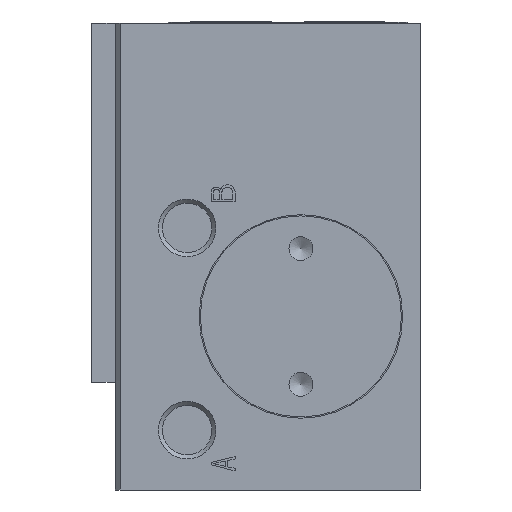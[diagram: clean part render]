
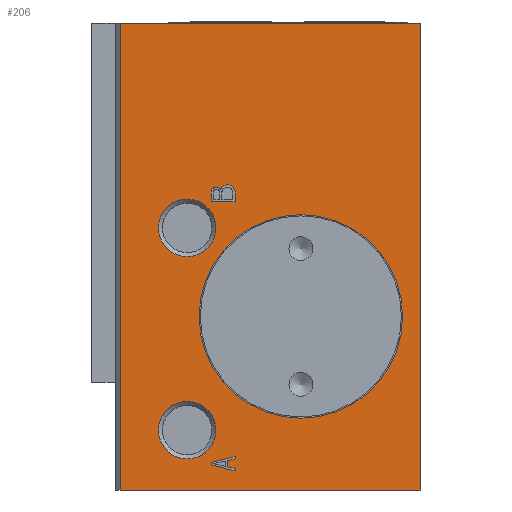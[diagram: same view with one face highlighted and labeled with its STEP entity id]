
A CAD part, left-side view. The second image highlights one B-rep face of the part: STEP entity #206.
In plain terms, the highlighted face is planar.
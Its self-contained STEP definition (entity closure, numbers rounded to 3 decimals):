
#206 = ADVANCED_FACE( '', ( #356, #357, #358, #359, #360, #361 ), #362, .F. );
#356 = FACE_BOUND( '', #741, .T. );
#357 = FACE_BOUND( '', #742, .T. );
#358 = FACE_BOUND( '', #743, .T. );
#359 = FACE_OUTER_BOUND( '', #744, .T. );
#360 = FACE_BOUND( '', #745, .T. );
#361 = FACE_BOUND( '', #746, .T. );
#362 = PLANE( '', #747 );
#741 = EDGE_LOOP( '', ( #1125, #1126, #1127, #1128, #1129 ) );
#742 = EDGE_LOOP( '', ( #1130 ) );
#743 = EDGE_LOOP( '', ( #1131 ) );
#744 = EDGE_LOOP( '', ( #1132, #1133, #1134, #1135 ) );
#745 = EDGE_LOOP( '', ( #1136 ) );
#746 = EDGE_LOOP( '', ( #1137, #1138, #1139, #1140, #1141, #1142, #1143, #1144 ) );
#747 = AXIS2_PLACEMENT_3D( '', #1145, #1146, #1147 );
#1125 = ORIENTED_EDGE( '', *, *, #2129, .F. );
#1126 = ORIENTED_EDGE( '', *, *, #2130, .F. );
#1127 = ORIENTED_EDGE( '', *, *, #2131, .F. );
#1128 = ORIENTED_EDGE( '', *, *, #2132, .F. );
#1129 = ORIENTED_EDGE( '', *, *, #2133, .F. );
#1130 = ORIENTED_EDGE( '', *, *, #2134, .T. );
#1131 = ORIENTED_EDGE( '', *, *, #2135, .F. );
#1132 = ORIENTED_EDGE( '', *, *, #2136, .T. );
#1133 = ORIENTED_EDGE( '', *, *, #2137, .F. );
#1134 = ORIENTED_EDGE( '', *, *, #2138, .F. );
#1135 = ORIENTED_EDGE( '', *, *, #2139, .T. );
#1136 = ORIENTED_EDGE( '', *, *, #2140, .F. );
#1137 = ORIENTED_EDGE( '', *, *, #2141, .T. );
#1138 = ORIENTED_EDGE( '', *, *, #2142, .T. );
#1139 = ORIENTED_EDGE( '', *, *, #2143, .T. );
#1140 = ORIENTED_EDGE( '', *, *, #2144, .T. );
#1141 = ORIENTED_EDGE( '', *, *, #2145, .T. );
#1142 = ORIENTED_EDGE( '', *, *, #2146, .T. );
#1143 = ORIENTED_EDGE( '', *, *, #2147, .T. );
#1144 = ORIENTED_EDGE( '', *, *, #2148, .T. );
#1145 = CARTESIAN_POINT( '', ( 19.5, 2.5, -33. ) );
#1146 = DIRECTION( '', ( 0., 0., 1. ) );
#1147 = DIRECTION( '', ( 1., 0., 0. ) );
#2129 = EDGE_CURVE( '', #2413, #2414, #2415, .T. );
#2130 = EDGE_CURVE( '', #2416, #2413, #2417, .T. );
#2131 = EDGE_CURVE( '', #2418, #2416, #2419, .T. );
#2132 = EDGE_CURVE( '', #2420, #2418, #2421, .T. );
#2133 = EDGE_CURVE( '', #2414, #2420, #2422, .T. );
#2134 = EDGE_CURVE( '', #2423, #2423, #2424, .T. );
#2135 = EDGE_CURVE( '', #2425, #2425, #2426, .F. );
#2136 = EDGE_CURVE( '', #2427, #2428, #2429, .T. );
#2137 = EDGE_CURVE( '', #2430, #2428, #2431, .T. );
#2138 = EDGE_CURVE( '', #2432, #2430, #2433, .T. );
#2139 = EDGE_CURVE( '', #2432, #2427, #2434, .T. );
#2140 = EDGE_CURVE( '', #2435, #2435, #2436, .F. );
#2141 = EDGE_CURVE( '', #2437, #2438, #2439, .T. );
#2142 = EDGE_CURVE( '', #2438, #2440, #2441, .T. );
#2143 = EDGE_CURVE( '', #2440, #2442, #2443, .T. );
#2144 = EDGE_CURVE( '', #2442, #2444, #2445, .T. );
#2145 = EDGE_CURVE( '', #2444, #2446, #2447, .T. );
#2146 = EDGE_CURVE( '', #2446, #2448, #2449, .T. );
#2147 = EDGE_CURVE( '', #2448, #2450, #2451, .T. );
#2148 = EDGE_CURVE( '', #2450, #2437, #2452, .T. );
#2413 = VERTEX_POINT( '', #2895 );
#2414 = VERTEX_POINT( '', #2896 );
#2415 = LINE( '', #2897, #2898 );
#2416 = VERTEX_POINT( '', #2899 );
#2417 = LINE( '', #2900, #2901 );
#2418 = VERTEX_POINT( '', #2902 );
#2419 = CIRCLE( '', #2903, 0.435 );
#2420 = VERTEX_POINT( '', #2904 );
#2421 = CIRCLE( '', #2905, 0.62 );
#2422 = LINE( '', #2906, #2907 );
#2423 = VERTEX_POINT( '', #2908 );
#2424 = CIRCLE( '', #2909, 8.5 );
#2425 = VERTEX_POINT( '', #2910 );
#2426 = CIRCLE( '', #2911, 2.4 );
#2427 = VERTEX_POINT( '', #2912 );
#2428 = VERTEX_POINT( '', #2913 );
#2429 = LINE( '', #2914, #2915 );
#2430 = VERTEX_POINT( '', #2916 );
#2431 = LINE( '', #2917, #2918 );
#2432 = VERTEX_POINT( '', #2919 );
#2433 = LINE( '', #2920, #2921 );
#2434 = LINE( '', #2922, #2923 );
#2435 = VERTEX_POINT( '', #2924 );
#2436 = CIRCLE( '', #2925, 2.4 );
#2437 = VERTEX_POINT( '', #2926 );
#2438 = VERTEX_POINT( '', #2927 );
#2439 = LINE( '', #2928, #2929 );
#2440 = VERTEX_POINT( '', #2930 );
#2441 = LINE( '', #2931, #2932 );
#2442 = VERTEX_POINT( '', #2933 );
#2443 = LINE( '', #2934, #2935 );
#2444 = VERTEX_POINT( '', #2936 );
#2445 = LINE( '', #2937, #2938 );
#2446 = VERTEX_POINT( '', #2939 );
#2447 = LINE( '', #2940, #2941 );
#2448 = VERTEX_POINT( '', #2942 );
#2449 = LINE( '', #2943, #2944 );
#2450 = VERTEX_POINT( '', #2945 );
#2451 = LINE( '', #2946, #2947 );
#2452 = LINE( '', #2948, #2949 );
#2895 = CARTESIAN_POINT( '', ( -4.6, 20., -33. ) );
#2896 = CARTESIAN_POINT( '', ( -4.6, 18., -33. ) );
#2897 = CARTESIAN_POINT( '', ( -4.6, 20., -33. ) );
#2898 = VECTOR( '', #3567, 1000. );
#2899 = CARTESIAN_POINT( '', ( -5.4, 20., -33. ) );
#2900 = CARTESIAN_POINT( '', ( -5.4, 20., -33. ) );
#2901 = VECTOR( '', #3568, 1000. );
#2902 = CARTESIAN_POINT( '', ( -5.6, 19.2, -33. ) );
#2903 = AXIS2_PLACEMENT_3D( '', #3569, #3570, #3571 );
#2904 = CARTESIAN_POINT( '', ( -5.4, 18., -33. ) );
#2905 = AXIS2_PLACEMENT_3D( '', #3572, #3573, #3574 );
#2906 = CARTESIAN_POINT( '', ( -4.6, 18., -33. ) );
#2907 = VECTOR( '', #3575, 1000. );
#2908 = CARTESIAN_POINT( '', ( 13.5, 12.5, -33. ) );
#2909 = AXIS2_PLACEMENT_3D( '', #3576, #3577, #3578 );
#2910 = CARTESIAN_POINT( '', ( 0., 22., -33. ) );
#2911 = AXIS2_PLACEMENT_3D( '', #3579, #3580, #3581 );
#2912 = CARTESIAN_POINT( '', ( -19.5, 2.5, -33. ) );
#2913 = CARTESIAN_POINT( '', ( -19.5, 27.6, -33. ) );
#2914 = CARTESIAN_POINT( '', ( -19.5, 2.5, -33. ) );
#2915 = VECTOR( '', #3582, 1000. );
#2916 = CARTESIAN_POINT( '', ( 19.5, 27.6, -33. ) );
#2917 = CARTESIAN_POINT( '', ( 19.5, 27.6, -33. ) );
#2918 = VECTOR( '', #3583, 1000. );
#2919 = CARTESIAN_POINT( '', ( 19.5, 2.5, -33. ) );
#2920 = CARTESIAN_POINT( '', ( 19.5, 2.5, -33. ) );
#2921 = VECTOR( '', #3584, 1000. );
#2922 = CARTESIAN_POINT( '', ( 19.5, 2.5, -33. ) );
#2923 = VECTOR( '', #3585, 1000. );
#2924 = CARTESIAN_POINT( '', ( 16.9, 22., -33. ) );
#2925 = AXIS2_PLACEMENT_3D( '', #3586, #3587, #3588 );
#2926 = CARTESIAN_POINT( '', ( 17.2, 20., -33. ) );
#2927 = CARTESIAN_POINT( '', ( 16.7, 18., -33. ) );
#2928 = CARTESIAN_POINT( '', ( 17.2, 20., -33. ) );
#2929 = VECTOR( '', #3589, 1000. );
#2930 = CARTESIAN_POINT( '', ( 16.9, 18., -33. ) );
#2931 = CARTESIAN_POINT( '', ( 16.7, 18., -33. ) );
#2932 = VECTOR( '', #3590, 1000. );
#2933 = CARTESIAN_POINT( '', ( 17.033, 18.6, -33. ) );
#2934 = CARTESIAN_POINT( '', ( 16.9, 18., -33. ) );
#2935 = VECTOR( '', #3591, 1000. );
#2936 = CARTESIAN_POINT( '', ( 17.567, 18.6, -33. ) );
#2937 = CARTESIAN_POINT( '', ( 17.033, 18.6, -33. ) );
#2938 = VECTOR( '', #3592, 1000. );
#2939 = CARTESIAN_POINT( '', ( 17.7, 18., -33. ) );
#2940 = CARTESIAN_POINT( '', ( 17.567, 18.6, -33. ) );
#2941 = VECTOR( '', #3593, 1000. );
#2942 = CARTESIAN_POINT( '', ( 17.9, 18., -33. ) );
#2943 = CARTESIAN_POINT( '', ( 17.7, 18., -33. ) );
#2944 = VECTOR( '', #3594, 1000. );
#2945 = CARTESIAN_POINT( '', ( 17.4, 20., -33. ) );
#2946 = CARTESIAN_POINT( '', ( 17.9, 18., -33. ) );
#2947 = VECTOR( '', #3595, 1000. );
#2948 = CARTESIAN_POINT( '', ( 17.4, 20., -33. ) );
#2949 = VECTOR( '', #3596, 1000. );
#3567 = DIRECTION( '', ( 0., -1., 0. ) );
#3568 = DIRECTION( '', ( 1., 0., 0. ) );
#3569 = CARTESIAN_POINT( '', ( -5.367, 19.567, -33. ) );
#3570 = DIRECTION( '', ( 0., 0., -1. ) );
#3571 = DIRECTION( '', ( -1., 0., 0. ) );
#3572 = CARTESIAN_POINT( '', ( -5.38, 18.62, -33. ) );
#3573 = DIRECTION( '', ( 0., 0., -1. ) );
#3574 = DIRECTION( '', ( -1., 0., 0. ) );
#3575 = DIRECTION( '', ( -1., 0., 0. ) );
#3576 = CARTESIAN_POINT( '', ( 5., 12.5, -33. ) );
#3577 = DIRECTION( '', ( 0., 0., 1. ) );
#3578 = DIRECTION( '', ( 1., 0., 0. ) );
#3579 = CARTESIAN_POINT( '', ( -2.4, 22., -33. ) );
#3580 = DIRECTION( '', ( 0., 0., 1. ) );
#3581 = DIRECTION( '', ( 1., 0., 0. ) );
#3582 = DIRECTION( '', ( 0., 1., 0. ) );
#3583 = DIRECTION( '', ( -1., 0., 0. ) );
#3584 = DIRECTION( '', ( 0., 1., 0. ) );
#3585 = DIRECTION( '', ( -1., 0., 0. ) );
#3586 = CARTESIAN_POINT( '', ( 14.5, 22., -33. ) );
#3587 = DIRECTION( '', ( 0., 0., 1. ) );
#3588 = DIRECTION( '', ( 1., 0., 0. ) );
#3589 = DIRECTION( '', ( -0.243, -0.97, 0. ) );
#3590 = DIRECTION( '', ( 1., 0., 0. ) );
#3591 = DIRECTION( '', ( 0.217, 0.976, 0. ) );
#3592 = DIRECTION( '', ( 1., 0., 0. ) );
#3593 = DIRECTION( '', ( 0.217, -0.976, 0. ) );
#3594 = DIRECTION( '', ( 1., 0., 0. ) );
#3595 = DIRECTION( '', ( -0.243, 0.97, 0. ) );
#3596 = DIRECTION( '', ( -1., 0., 0. ) );
